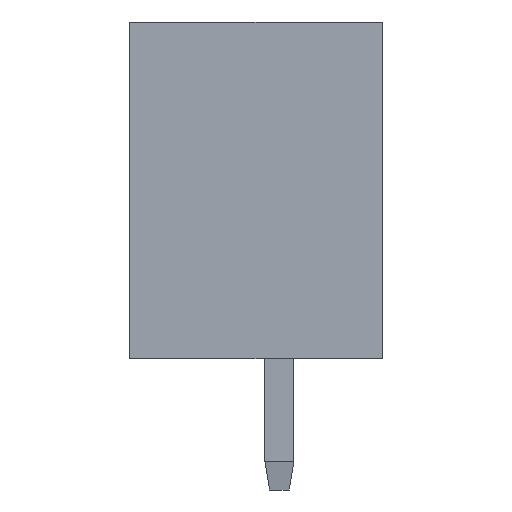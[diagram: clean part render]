
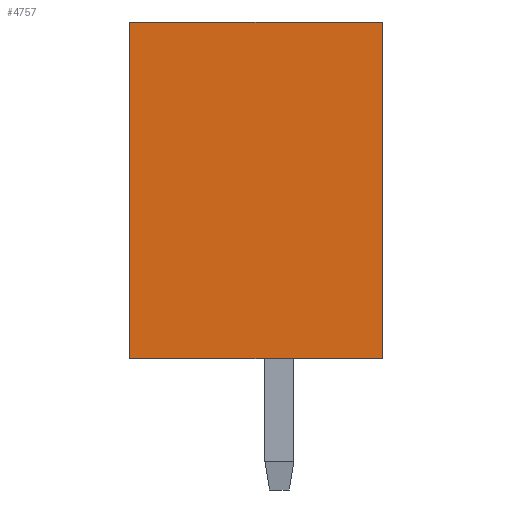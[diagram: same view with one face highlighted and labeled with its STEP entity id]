
A CAD part, left-side view. The second image highlights one B-rep face of the part: STEP entity #4757.
In plain terms, the highlighted planar face has unit normal (-1, 0, 0).
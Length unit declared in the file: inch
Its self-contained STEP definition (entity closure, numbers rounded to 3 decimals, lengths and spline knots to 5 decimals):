
#1=DIRECTION('',(0.,-1.,0.));
#2=VECTOR('',#1,0.27);
#3=CARTESIAN_POINT('',(-0.5525,0.27,0.));
#4=LINE('',#3,#2);
#416=DIRECTION('',(0.,0.,-1.));
#417=VECTOR('',#416,0.36);
#418=CARTESIAN_POINT('',(-0.5525,0.27,0.));
#419=LINE('',#418,#417);
#424=DIRECTION('',(0.,0.,-1.));
#425=VECTOR('',#424,0.36);
#426=CARTESIAN_POINT('',(-0.5525,0.,0.));
#427=LINE('',#426,#425);
#676=DIRECTION('',(0.,-1.,0.));
#677=VECTOR('',#676,0.27);
#678=CARTESIAN_POINT('',(-0.5525,0.27,-0.36));
#679=LINE('',#678,#677);
#3437=CARTESIAN_POINT('',(-0.5525,0.27,0.));
#3438=CARTESIAN_POINT('',(-0.5525,0.,0.));
#3439=VERTEX_POINT('',#3437);
#3440=VERTEX_POINT('',#3438);
#3445=CARTESIAN_POINT('',(-0.5525,0.27,-0.36));
#3446=CARTESIAN_POINT('',(-0.5525,0.,-0.36));
#3447=VERTEX_POINT('',#3445);
#3448=VERTEX_POINT('',#3446);
#4743=CARTESIAN_POINT('',(-0.5525,0.27,0.));
#4744=DIRECTION('',(-1.,0.,0.));
#4745=DIRECTION('',(0.,-1.,0.));
#4746=AXIS2_PLACEMENT_3D('',#4743,#4744,#4745);
#4747=PLANE('',#4746);
#4748=ORIENTED_EDGE('',*,*,#4522,.T.);
#4750=ORIENTED_EDGE('',*,*,#4749,.T.);
#4752=ORIENTED_EDGE('',*,*,#4751,.F.);
#4754=ORIENTED_EDGE('',*,*,#4753,.F.);
#4755=EDGE_LOOP('',(#4748,#4750,#4752,#4754));
#4756=FACE_OUTER_BOUND('',#4755,.F.);
#4757=ADVANCED_FACE('',(#4756),#4747,.T.);
#4522=EDGE_CURVE('',#3439,#3440,#4,.T.);
#4749=EDGE_CURVE('',#3440,#3448,#427,.T.);
#4751=EDGE_CURVE('',#3447,#3448,#679,.T.);
#4753=EDGE_CURVE('',#3439,#3447,#419,.T.);
